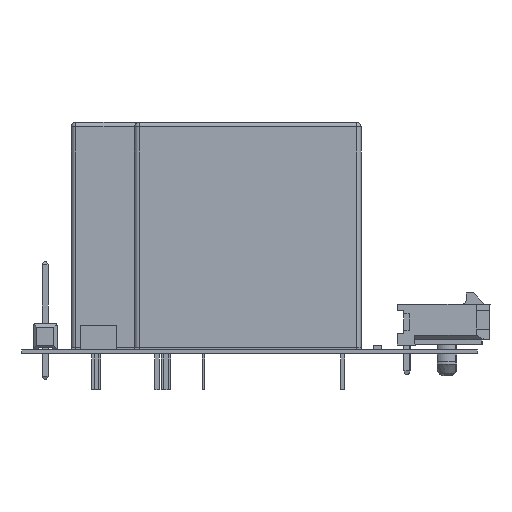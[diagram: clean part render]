
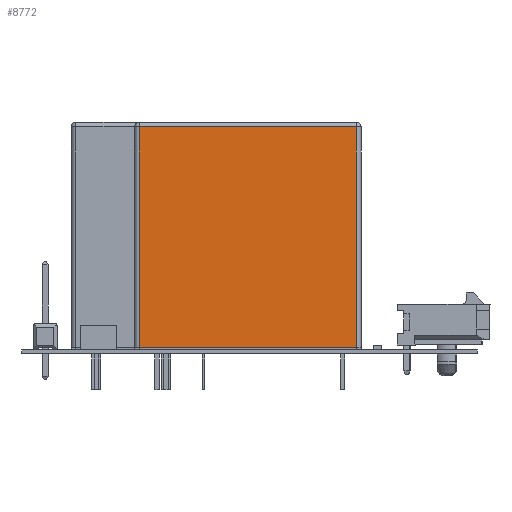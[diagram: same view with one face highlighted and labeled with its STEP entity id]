
A CAD part, left-side view. The second image highlights one B-rep face of the part: STEP entity #8772.
In plain terms, the highlighted face is planar.
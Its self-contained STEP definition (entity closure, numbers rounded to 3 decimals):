
#8772 = ADVANCED_FACE('',(#8773),#8807,.F.);
#8773 = FACE_BOUND('',#8774,.T.);
#8774 = EDGE_LOOP('',(#8775,#8785,#8793,#8801));
#8775 = ORIENTED_EDGE('',*,*,#8776,.F.);
#8776 = EDGE_CURVE('',#8777,#8779,#8781,.T.);
#8777 = VERTEX_POINT('',#8778);
#8778 = CARTESIAN_POINT('',(-11.7,-6.45,0.));
#8779 = VERTEX_POINT('',#8780);
#8780 = CARTESIAN_POINT('',(11.7,-6.45,0.));
#8781 = LINE('',#8782,#8783);
#8782 = CARTESIAN_POINT('',(-11.7,-6.45,0.));
#8783 = VECTOR('',#8784,1.);
#8784 = DIRECTION('',(1.,0.,0.));
#8785 = ORIENTED_EDGE('',*,*,#8786,.T.);
#8786 = EDGE_CURVE('',#8777,#8787,#8789,.T.);
#8787 = VERTEX_POINT('',#8788);
#8788 = CARTESIAN_POINT('',(-11.7,-6.45,-24.));
#8789 = LINE('',#8790,#8791);
#8790 = CARTESIAN_POINT('',(-11.7,-6.45,0.));
#8791 = VECTOR('',#8792,1.);
#8792 = DIRECTION('',(0.,0.,-1.));
#8793 = ORIENTED_EDGE('',*,*,#8794,.T.);
#8794 = EDGE_CURVE('',#8787,#8795,#8797,.T.);
#8795 = VERTEX_POINT('',#8796);
#8796 = CARTESIAN_POINT('',(11.7,-6.45,-24.));
#8797 = LINE('',#8798,#8799);
#8798 = CARTESIAN_POINT('',(-11.7,-6.45,-24.));
#8799 = VECTOR('',#8800,1.);
#8800 = DIRECTION('',(1.,0.,0.));
#8801 = ORIENTED_EDGE('',*,*,#8802,.T.);
#8802 = EDGE_CURVE('',#8795,#8779,#8803,.T.);
#8803 = LINE('',#8804,#8805);
#8804 = CARTESIAN_POINT('',(11.7,-6.45,-24.));
#8805 = VECTOR('',#8806,1.);
#8806 = DIRECTION('',(0.,0.,1.));
#8807 = PLANE('',#8808);
#8808 = AXIS2_PLACEMENT_3D('',#8809,#8810,#8811);
#8809 = CARTESIAN_POINT('',(0.,-6.45,0.));
#8810 = DIRECTION('',(0.,1.,0.));
#8811 = DIRECTION('',(1.,0.,0.));
